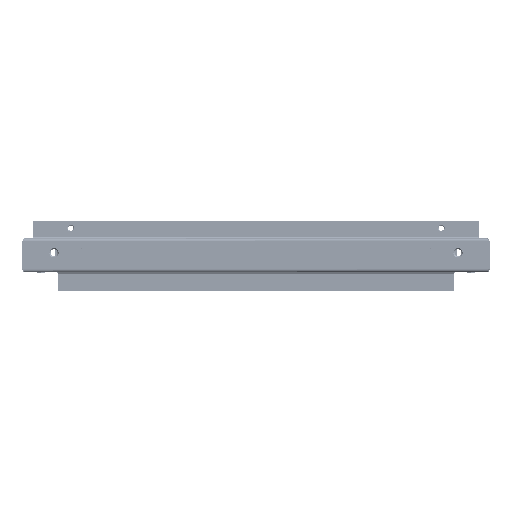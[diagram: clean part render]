
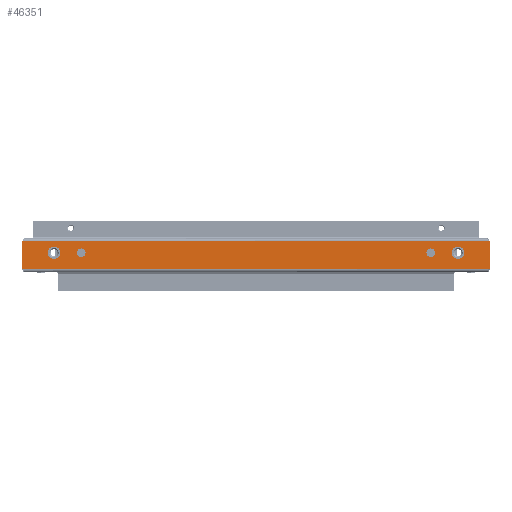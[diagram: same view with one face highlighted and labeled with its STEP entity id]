
A CAD part, front view. The second image highlights one B-rep face of the part: STEP entity #46351.
In plain terms, the highlighted face is planar.
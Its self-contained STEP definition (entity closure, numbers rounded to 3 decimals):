
#247 = CARTESIAN_POINT ( 'NONE',  ( 251.5, -3.319, 0. ) ) ;
#360 = CARTESIAN_POINT ( 'NONE',  ( 300., 18., 0. ) ) ;
#729 = CARTESIAN_POINT ( 'NONE',  ( -267.5, -3.319, 0. ) ) ;
#902 = AXIS2_PLACEMENT_3D ( 'NONE', #51493, #45731, #35869 ) ;
#2107 = DIRECTION ( 'NONE',  ( -1., 0., 0. ) ) ;
#3349 = DIRECTION ( 'NONE',  ( -1., 0., 0. ) ) ;
#3373 = CARTESIAN_POINT ( 'NONE',  ( -224.5, -3.319, 0. ) ) ;
#3687 = CIRCLE ( 'NONE', #52538, 8. ) ;
#4218 = ORIENTED_EDGE ( 'NONE', *, *, #20073, .T. ) ;
#4388 = VECTOR ( 'NONE', #4611, 1000. ) ;
#4491 = VERTEX_POINT ( 'NONE', #53461 ) ;
#4611 = DIRECTION ( 'NONE',  ( 1., 0., 0. ) ) ;
#4991 = VECTOR ( 'NONE', #19288, 1000. ) ;
#5635 = CIRCLE ( 'NONE', #56712, 5.5 ) ;
#6191 = EDGE_CURVE ( 'NONE', #62971, #32919, #35287, .T. ) ;
#6686 = ORIENTED_EDGE ( 'NONE', *, *, #6191, .T. ) ;
#6817 = VERTEX_POINT ( 'NONE', #729 ) ;
#7136 = EDGE_CURVE ( 'NONE', #6817, #52262, #56190, .T. ) ;
#7277 = ORIENTED_EDGE ( 'NONE', *, *, #7136, .F. ) ;
#8040 = DIRECTION ( 'NONE',  ( -1., 0., 0. ) ) ;
#8064 = DIRECTION ( 'NONE',  ( 1., 0., 0. ) ) ;
#9182 = EDGE_CURVE ( 'NONE', #33345, #28021, #46096, .T. ) ;
#12204 = AXIS2_PLACEMENT_3D ( 'NONE', #57323, #42368, #31853 ) ;
#12496 = EDGE_CURVE ( 'NONE', #20535, #32990, #30961, .T. ) ;
#12614 = FACE_BOUND ( 'NONE', #61280, .T. ) ;
#13328 = CARTESIAN_POINT ( 'NONE',  ( -230., -3.319, 0. ) ) ;
#15490 = CARTESIAN_POINT ( 'NONE',  ( -300., -18., 0. ) ) ;
#16129 = ORIENTED_EDGE ( 'NONE', *, *, #48542, .T. ) ;
#16597 = CARTESIAN_POINT ( 'NONE',  ( -300., -22., 0. ) ) ;
#17048 = EDGE_CURVE ( 'NONE', #4491, #20535, #40855, .T. ) ;
#17176 = CIRCLE ( 'NONE', #44392, 5.5 ) ;
#17323 = LINE ( 'NONE', #62910, #30601 ) ;
#18065 = FACE_BOUND ( 'NONE', #63421, .T. ) ;
#18081 = CARTESIAN_POINT ( 'NONE',  ( -297.935, -18., 0. ) ) ;
#18113 = CARTESIAN_POINT ( 'NONE',  ( 300., 18., 0. ) ) ;
#19066 = ORIENTED_EDGE ( 'NONE', *, *, #58521, .T. ) ;
#19099 = CARTESIAN_POINT ( 'NONE',  ( 300., -22., 0. ) ) ;
#19288 = DIRECTION ( 'NONE',  ( -1., 0., 0. ) ) ;
#19529 = DIRECTION ( 'NONE',  ( 1., 0., 0. ) ) ;
#19785 = VERTEX_POINT ( 'NONE', #60756 ) ;
#20073 = EDGE_CURVE ( 'NONE', #25449, #19785, #52401, .T. ) ;
#20535 = VERTEX_POINT ( 'NONE', #18113 ) ;
#20537 = AXIS2_PLACEMENT_3D ( 'NONE', #50007, #34067, #24195 ) ;
#21430 = ORIENTED_EDGE ( 'NONE', *, *, #25175, .T. ) ;
#21602 = EDGE_CURVE ( 'NONE', #47586, #30052, #3687, .T. ) ;
#22805 = CARTESIAN_POINT ( 'NONE',  ( 297.935, -18., 0. ) ) ;
#22834 = PLANE ( 'NONE',  #20537 ) ;
#22862 = CARTESIAN_POINT ( 'NONE',  ( 224.5, -3.319, 0. ) ) ;
#23929 = ORIENTED_EDGE ( 'NONE', *, *, #21602, .T. ) ;
#24126 = DIRECTION ( 'NONE',  ( 1., 0., 0. ) ) ;
#24195 = DIRECTION ( 'NONE',  ( -1., 0., 0. ) ) ;
#24431 = DIRECTION ( 'NONE',  ( 0., 0., 1. ) ) ;
#25175 = EDGE_CURVE ( 'NONE', #32990, #62971, #17323, .T. ) ;
#25449 = VERTEX_POINT ( 'NONE', #65937 ) ;
#25701 = DIRECTION ( 'NONE',  ( 0., 0., 1. ) ) ;
#27678 = ORIENTED_EDGE ( 'NONE', *, *, #63532, .T. ) ;
#27744 = VECTOR ( 'NONE', #19529, 1000. ) ;
#28021 = VERTEX_POINT ( 'NONE', #22805 ) ;
#28775 = CARTESIAN_POINT ( 'NONE',  ( -300., -18., 0. ) ) ;
#29138 = DIRECTION ( 'NONE',  ( 0., 0., 1. ) ) ;
#29765 = VERTEX_POINT ( 'NONE', #48550 ) ;
#29823 = CIRCLE ( 'NONE', #53672, 8. ) ;
#30052 = VERTEX_POINT ( 'NONE', #247 ) ;
#30285 = DIRECTION ( 'NONE',  ( 0., 1., 0. ) ) ;
#30431 = EDGE_CURVE ( 'NONE', #52262, #6817, #55166, .T. ) ;
#30601 = VECTOR ( 'NONE', #57821, 1000. ) ;
#30961 = LINE ( 'NONE', #360, #39315 ) ;
#31853 = DIRECTION ( 'NONE',  ( -1., 0., 0. ) ) ;
#31991 = ORIENTED_EDGE ( 'NONE', *, *, #30431, .F. ) ;
#32919 = VERTEX_POINT ( 'NONE', #56548 ) ;
#32990 = VERTEX_POINT ( 'NONE', #50451 ) ;
#33345 = VERTEX_POINT ( 'NONE', #18081 ) ;
#34067 = DIRECTION ( 'NONE',  ( 0., 0., -1. ) ) ;
#34674 = VERTEX_POINT ( 'NONE', #13328 ) ;
#34724 = FACE_OUTER_BOUND ( 'NONE', #52870, .T. ) ;
#35287 = LINE ( 'NONE', #39724, #4991 ) ;
#35764 = VECTOR ( 'NONE', #65127, 1000. ) ;
#35869 = DIRECTION ( 'NONE',  ( 1., 0., 0. ) ) ;
#35994 = AXIS2_PLACEMENT_3D ( 'NONE', #22862, #48354, #2107 ) ;
#36381 = CARTESIAN_POINT ( 'NONE',  ( -298., 18., 0. ) ) ;
#38528 = ORIENTED_EDGE ( 'NONE', *, *, #9182, .T. ) ;
#38707 = ORIENTED_EDGE ( 'NONE', *, *, #17048, .T. ) ;
#39315 = VECTOR ( 'NONE', #51349, 1000. ) ;
#39724 = CARTESIAN_POINT ( 'NONE',  ( 300., 18., 0. ) ) ;
#40316 = EDGE_LOOP ( 'NONE', ( #46865, #52568 ) ) ;
#40855 = LINE ( 'NONE', #19099, #66265 ) ;
#41285 = LINE ( 'NONE', #66095, #27744 ) ;
#41509 = VECTOR ( 'NONE', #42793, 1000. ) ;
#42368 = DIRECTION ( 'NONE',  ( 0., 0., -1. ) ) ;
#42793 = DIRECTION ( 'NONE',  ( 0., -1., 0. ) ) ;
#43784 = EDGE_CURVE ( 'NONE', #29765, #34674, #17176, .T. ) ;
#44254 = FACE_BOUND ( 'NONE', #47555, .T. ) ;
#44392 = AXIS2_PLACEMENT_3D ( 'NONE', #3373, #25701, #24126 ) ;
#45731 = DIRECTION ( 'NONE',  ( 0., 0., 1. ) ) ;
#45733 = CIRCLE ( 'NONE', #35994, 5.5 ) ;
#45783 = CARTESIAN_POINT ( 'NONE',  ( -224.5, -3.319, 0. ) ) ;
#46096 = LINE ( 'NONE', #15490, #4388 ) ;
#46151 = CARTESIAN_POINT ( 'NONE',  ( -259.5, -3.319, 0. ) ) ;
#46160 = CARTESIAN_POINT ( 'NONE',  ( 259.5, -3.319, 0. ) ) ;
#46351 = ADVANCED_FACE ( 'NONE', ( #18065, #44254, #12614, #55105, #34724 ), #22834, .F. ) ;
#46865 = ORIENTED_EDGE ( 'NONE', *, *, #43784, .F. ) ;
#47555 = EDGE_LOOP ( 'NONE', ( #16129, #4218 ) ) ;
#47586 = VERTEX_POINT ( 'NONE', #59223 ) ;
#48354 = DIRECTION ( 'NONE',  ( 0., 0., -1. ) ) ;
#48530 = LINE ( 'NONE', #16597, #41509 ) ;
#48542 = EDGE_CURVE ( 'NONE', #19785, #25449, #45733, .T. ) ;
#48550 = CARTESIAN_POINT ( 'NONE',  ( -219., -3.319, 0. ) ) ;
#49191 = DIRECTION ( 'NONE',  ( 0., 0., -1. ) ) ;
#49523 = EDGE_CURVE ( 'NONE', #34674, #29765, #5635, .T. ) ;
#49524 = CARTESIAN_POINT ( 'NONE',  ( 259.5, -3.319, 0. ) ) ;
#50007 = CARTESIAN_POINT ( 'NONE',  ( 0., 0., 0. ) ) ;
#50451 = CARTESIAN_POINT ( 'NONE',  ( 298., 18., 0. ) ) ;
#51349 = DIRECTION ( 'NONE',  ( -1., 0., 0. ) ) ;
#51493 = CARTESIAN_POINT ( 'NONE',  ( -259.5, -3.319, 0. ) ) ;
#51818 = AXIS2_PLACEMENT_3D ( 'NONE', #46151, #24431, #67201 ) ;
#52262 = VERTEX_POINT ( 'NONE', #59124 ) ;
#52401 = CIRCLE ( 'NONE', #12204, 5.5 ) ;
#52538 = AXIS2_PLACEMENT_3D ( 'NONE', #46160, #66886, #3349 ) ;
#52568 = ORIENTED_EDGE ( 'NONE', *, *, #49523, .F. ) ;
#52870 = EDGE_LOOP ( 'NONE', ( #66517, #38528, #27678, #38707, #61290, #21430, #6686, #19066 ) ) ;
#53461 = CARTESIAN_POINT ( 'NONE',  ( 300., -18., 0. ) ) ;
#53672 = AXIS2_PLACEMENT_3D ( 'NONE', #49524, #49191, #8040 ) ;
#53764 = EDGE_CURVE ( 'NONE', #30052, #47586, #29823, .T. ) ;
#53838 = ORIENTED_EDGE ( 'NONE', *, *, #53764, .T. ) ;
#55105 = FACE_BOUND ( 'NONE', #40316, .T. ) ;
#55166 = CIRCLE ( 'NONE', #902, 8. ) ;
#55526 = EDGE_CURVE ( 'NONE', #66859, #33345, #65815, .T. ) ;
#56190 = CIRCLE ( 'NONE', #51818, 8. ) ;
#56548 = CARTESIAN_POINT ( 'NONE',  ( -300., 18., 0. ) ) ;
#56712 = AXIS2_PLACEMENT_3D ( 'NONE', #45783, #29138, #8064 ) ;
#57323 = CARTESIAN_POINT ( 'NONE',  ( 224.5, -3.319, 0. ) ) ;
#57821 = DIRECTION ( 'NONE',  ( -1., 0., 0. ) ) ;
#58521 = EDGE_CURVE ( 'NONE', #32919, #66859, #48530, .T. ) ;
#59124 = CARTESIAN_POINT ( 'NONE',  ( -251.5, -3.319, 0. ) ) ;
#59223 = CARTESIAN_POINT ( 'NONE',  ( 267.5, -3.319, 0. ) ) ;
#60756 = CARTESIAN_POINT ( 'NONE',  ( 230., -3.319, 0. ) ) ;
#61280 = EDGE_LOOP ( 'NONE', ( #31991, #7277 ) ) ;
#61290 = ORIENTED_EDGE ( 'NONE', *, *, #12496, .T. ) ;
#62910 = CARTESIAN_POINT ( 'NONE',  ( 300., 18., 0. ) ) ;
#62971 = VERTEX_POINT ( 'NONE', #36381 ) ;
#63421 = EDGE_LOOP ( 'NONE', ( #23929, #53838 ) ) ;
#63532 = EDGE_CURVE ( 'NONE', #28021, #4491, #41285, .T. ) ;
#64722 = CARTESIAN_POINT ( 'NONE',  ( -300., -18., 0. ) ) ;
#65127 = DIRECTION ( 'NONE',  ( 1., 0., 0. ) ) ;
#65815 = LINE ( 'NONE', #28775, #35764 ) ;
#65937 = CARTESIAN_POINT ( 'NONE',  ( 219., -3.319, 0. ) ) ;
#66095 = CARTESIAN_POINT ( 'NONE',  ( -300., -18., 0. ) ) ;
#66265 = VECTOR ( 'NONE', #30285, 1000. ) ;
#66517 = ORIENTED_EDGE ( 'NONE', *, *, #55526, .T. ) ;
#66859 = VERTEX_POINT ( 'NONE', #64722 ) ;
#66886 = DIRECTION ( 'NONE',  ( 0., 0., -1. ) ) ;
#67201 = DIRECTION ( 'NONE',  ( 1., 0., 0. ) ) ;
